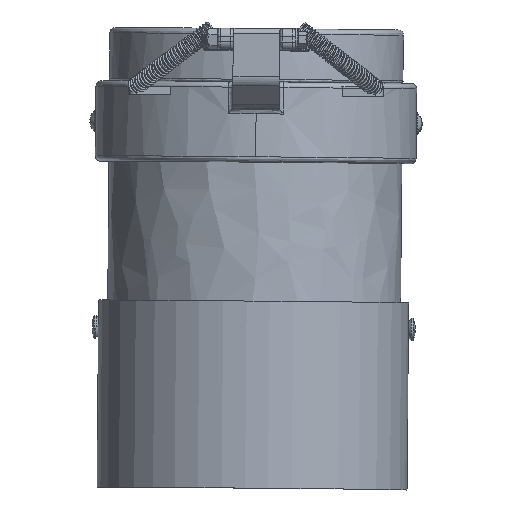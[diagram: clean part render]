
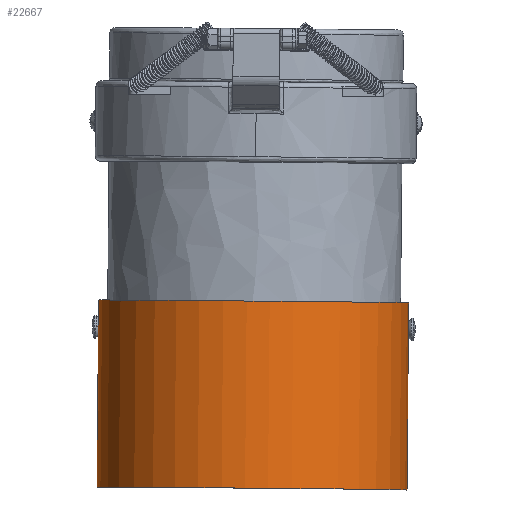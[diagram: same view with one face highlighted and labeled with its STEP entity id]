
A CAD part, top view. The second image highlights one B-rep face of the part: STEP entity #22667.
In plain terms, the highlighted free-form (B-spline) face has degree [2, 1] with [5, 2] control points.
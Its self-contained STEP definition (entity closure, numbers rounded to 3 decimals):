
#22667 = ADVANCED_FACE('',(#22668),#22704,.T.);
#22668 = FACE_BOUND('',#22669,.T.);
#22669 = EDGE_LOOP('',(#22670,#22682,#22689,#22699));
#22670 = ORIENTED_EDGE('',*,*,#22671,.T.);
#22671 = EDGE_CURVE('',#22672,#22674,#22676,.T.);
#22672 = VERTEX_POINT('',#22673);
#22673 = CARTESIAN_POINT('',(30.03,-69.14,
    0.304));
#22674 = VERTEX_POINT('',#22675);
#22675 = CARTESIAN_POINT('',(-104.837,-67.963,
    0.304));
#22676 = ( BOUNDED_CURVE() B_SPLINE_CURVE(2,(#22677,#22678,#22679,#22680
,#22681),.UNSPECIFIED.,.F.,.F.) B_SPLINE_CURVE_WITH_KNOTS((3,2,3),(
    4.712,6.283,7.854),
.PIECEWISE_BEZIER_KNOTS.) CURVE() GEOMETRIC_REPRESENTATION_ITEM() 
RATIONAL_B_SPLINE_CURVE((1.,0.707,1.,0.707,1.)) 
REPRESENTATION_ITEM('') );
#22677 = CARTESIAN_POINT('',(30.03,-69.14,
    0.304));
#22678 = CARTESIAN_POINT('',(30.03,-69.14,
    67.74));
#22679 = CARTESIAN_POINT('',(-37.403,-68.551,
    67.74));
#22680 = CARTESIAN_POINT('',(-104.837,-67.963,
    67.74));
#22681 = CARTESIAN_POINT('',(-104.837,-67.963,
    0.304));
#22682 = ORIENTED_EDGE('',*,*,#22683,.F.);
#22683 = EDGE_CURVE('',#22684,#22674,#22686,.T.);
#22684 = VERTEX_POINT('',#22685);
#22685 = CARTESIAN_POINT('',(-105.547,-149.348,
    0.304));
#22686 = B_SPLINE_CURVE_WITH_KNOTS('',1,(#22687,#22688),.UNSPECIFIED.,
  .F.,.F.,(2,2),(-0.,70.),.PIECEWISE_BEZIER_KNOTS.);
#22687 = CARTESIAN_POINT('',(-105.547,-149.348,
    0.304));
#22688 = CARTESIAN_POINT('',(-104.837,-67.963,
    0.304));
#22689 = ORIENTED_EDGE('',*,*,#22690,.F.);
#22690 = EDGE_CURVE('',#22691,#22684,#22693,.T.);
#22691 = VERTEX_POINT('',#22692);
#22692 = CARTESIAN_POINT('',(29.32,-150.525,
    0.304));
#22693 = ( BOUNDED_CURVE() B_SPLINE_CURVE(2,(#22694,#22695,#22696,#22697
,#22698),.UNSPECIFIED.,.F.,.F.) B_SPLINE_CURVE_WITH_KNOTS((3,2,3),(
    4.712,6.283,7.854),
.PIECEWISE_BEZIER_KNOTS.) CURVE() GEOMETRIC_REPRESENTATION_ITEM() 
RATIONAL_B_SPLINE_CURVE((1.,0.707,1.,0.707,1.)) 
REPRESENTATION_ITEM('') );
#22694 = CARTESIAN_POINT('',(29.32,-150.525,
    0.304));
#22695 = CARTESIAN_POINT('',(29.32,-150.525,
    67.74));
#22696 = CARTESIAN_POINT('',(-38.114,-149.936,
    67.74));
#22697 = CARTESIAN_POINT('',(-105.547,-149.348,
    67.74));
#22698 = CARTESIAN_POINT('',(-105.547,-149.348,
    0.304));
#22699 = ORIENTED_EDGE('',*,*,#22700,.T.);
#22700 = EDGE_CURVE('',#22691,#22672,#22701,.T.);
#22701 = B_SPLINE_CURVE_WITH_KNOTS('',1,(#22702,#22703),.UNSPECIFIED.,
  .F.,.F.,(2,2),(-0.,70.),.PIECEWISE_BEZIER_KNOTS.);
#22702 = CARTESIAN_POINT('',(29.32,-150.525,
    0.304));
#22703 = CARTESIAN_POINT('',(30.03,-69.14,
    0.304));
#22704 = ( BOUNDED_SURFACE() B_SPLINE_SURFACE(2,1,(
    (#22705,#22706)
    ,(#22707,#22708)
    ,(#22709,#22710)
    ,(#22711,#22712)
    ,(#22713,#22714
)),.UNSPECIFIED.,.F.,.F.,.F.) B_SPLINE_SURFACE_WITH_KNOTS((3,2,3),(2,2),
  (1.571,3.142,4.712),(0.,70.),
.PIECEWISE_BEZIER_KNOTS.) GEOMETRIC_REPRESENTATION_ITEM() 
RATIONAL_B_SPLINE_SURFACE((
    (1.,1.)
    ,(0.707,0.707)
    ,(1.,1.)
    ,(0.707,0.707)
,(1.,1.))) REPRESENTATION_ITEM('') SURFACE() );
#22705 = CARTESIAN_POINT('',(-105.547,-149.348,
    0.304));
#22706 = CARTESIAN_POINT('',(-104.837,-67.963,
    0.304));
#22707 = CARTESIAN_POINT('',(-105.547,-149.348,
    67.74));
#22708 = CARTESIAN_POINT('',(-104.837,-67.963,
    67.74));
#22709 = CARTESIAN_POINT('',(-38.114,-149.936,
    67.74));
#22710 = CARTESIAN_POINT('',(-37.403,-68.551,
    67.74));
#22711 = CARTESIAN_POINT('',(29.32,-150.525,
    67.74));
#22712 = CARTESIAN_POINT('',(30.03,-69.14,
    67.74));
#22713 = CARTESIAN_POINT('',(29.32,-150.525,
    0.304));
#22714 = CARTESIAN_POINT('',(30.03,-69.14,
    0.304));
